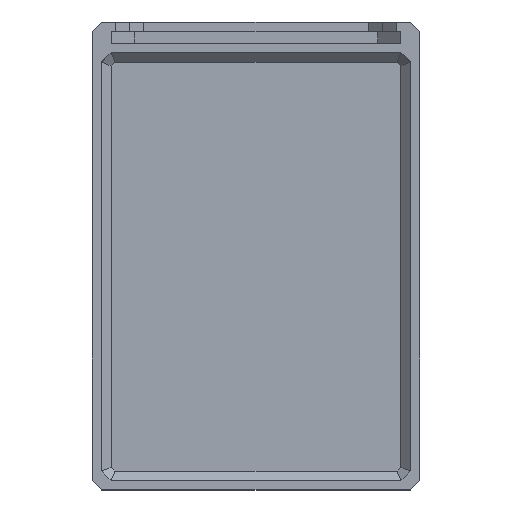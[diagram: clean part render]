
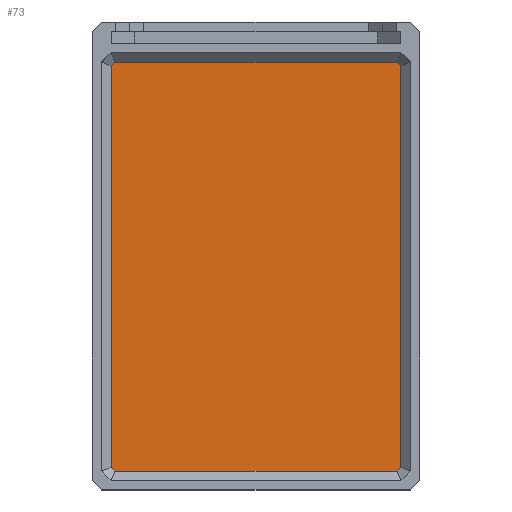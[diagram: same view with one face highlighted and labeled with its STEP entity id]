
A CAD part, top view. The second image highlights one B-rep face of the part: STEP entity #73.
In plain terms, the highlighted planar face has unit normal (0, 0, 1).
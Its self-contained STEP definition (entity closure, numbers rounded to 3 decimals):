
#73=ADVANCED_FACE('',(#342),#344,.T.);
#342=FACE_BOUND('',#343,.T.);
#343=EDGE_LOOP('',(#1022,#1023,#1024,#1025,#1026,#1027,#1028,#1029));
#344=PLANE('',#345);
#345=AXIS2_PLACEMENT_3D('',#346,#347,#348);
#346=CARTESIAN_POINT('',(0.,0.,2.));
#347=DIRECTION('',(0.,0.,1.));
#348=DIRECTION('',(-1.,0.,0.));
#1022=ORIENTED_EDGE('',*,*,#1450,.T.);
#1023=ORIENTED_EDGE('',*,*,#1468,.F.);
#1024=ORIENTED_EDGE('',*,*,#1469,.T.);
#1025=ORIENTED_EDGE('',*,*,#1470,.F.);
#1026=ORIENTED_EDGE('',*,*,#1423,.T.);
#1027=ORIENTED_EDGE('',*,*,#1466,.F.);
#1028=ORIENTED_EDGE('',*,*,#1471,.T.);
#1029=ORIENTED_EDGE('',*,*,#1472,.F.);
#1423=EDGE_CURVE('',#1738,#1736,#1739,.T.);
#1450=EDGE_CURVE('',#1785,#1783,#1786,.T.);
#1466=EDGE_CURVE('',#1808,#1736,#1809,.F.);
#1468=EDGE_CURVE('',#1811,#1783,#1812,.F.);
#1469=EDGE_CURVE('',#1811,#1813,#1814,.T.);
#1470=EDGE_CURVE('',#1738,#1813,#1815,.F.);
#1471=EDGE_CURVE('',#1808,#1816,#1817,.T.);
#1472=EDGE_CURVE('',#1785,#1816,#1818,.F.);
#1736=VERTEX_POINT('',#2294);
#1738=VERTEX_POINT('',#2298);
#1739=LINE('',#2299,#2300);
#1783=VERTEX_POINT('',#2395);
#1785=VERTEX_POINT('',#2399);
#1786=LINE('',#2400,#2401);
#1808=VERTEX_POINT('',#2454);
#1809=LINE('',#2455,#2456);
#1811=VERTEX_POINT('',#2461);
#1812=LINE('',#2462,#2463);
#1813=VERTEX_POINT('',#2465);
#1814=LINE('',#2466,#2467);
#1815=LINE('',#2469,#2470);
#1816=VERTEX_POINT('',#2472);
#1817=LINE('',#2473,#2474);
#1818=LINE('',#2476,#2477);
#2294=CARTESIAN_POINT('',(31.,40.672,2.));
#2298=CARTESIAN_POINT('',(31.,-45.172,2.));
#2299=CARTESIAN_POINT('',(31.,-45.172,2.));
#2300=VECTOR('',#2301,1.);
#2301=DIRECTION('',(0.,1.,0.));
#2395=CARTESIAN_POINT('',(-31.,-45.172,2.));
#2399=CARTESIAN_POINT('',(-31.,40.672,2.));
#2400=CARTESIAN_POINT('',(-31.,40.672,2.));
#2401=VECTOR('',#2402,1.);
#2402=DIRECTION('',(0.,-1.,0.));
#2454=CARTESIAN_POINT('',(30.172,41.5,2.));
#2455=CARTESIAN_POINT('',(31.,40.672,2.));
#2456=VECTOR('',#2457,1.);
#2457=DIRECTION('',(-0.707,0.707,0.));
#2461=CARTESIAN_POINT('',(-30.172,-46.,2.));
#2462=CARTESIAN_POINT('',(-31.,-45.172,2.));
#2463=VECTOR('',#2464,1.);
#2464=DIRECTION('',(0.707,-0.707,0.));
#2465=CARTESIAN_POINT('',(30.172,-46.,2.));
#2466=CARTESIAN_POINT('',(-30.172,-46.,2.));
#2467=VECTOR('',#2468,1.);
#2468=DIRECTION('',(1.,0.,0.));
#2469=CARTESIAN_POINT('',(30.172,-46.,2.));
#2470=VECTOR('',#2471,1.);
#2471=DIRECTION('',(0.707,0.707,0.));
#2472=CARTESIAN_POINT('',(-30.172,41.5,2.));
#2473=CARTESIAN_POINT('',(30.172,41.5,2.));
#2474=VECTOR('',#2475,1.);
#2475=DIRECTION('',(-1.,0.,0.));
#2476=CARTESIAN_POINT('',(-30.172,41.5,2.));
#2477=VECTOR('',#2478,1.);
#2478=DIRECTION('',(-0.707,-0.707,0.));
